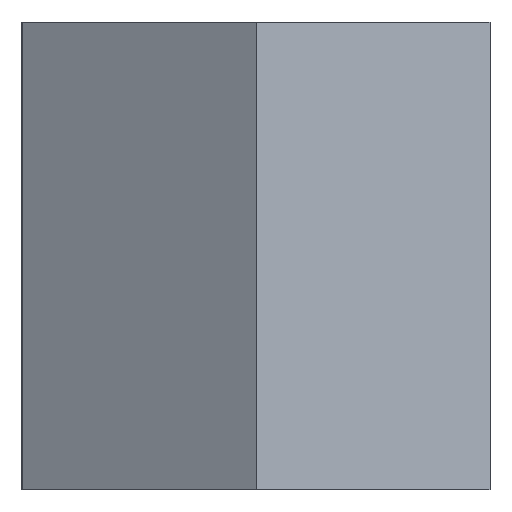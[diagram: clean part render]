
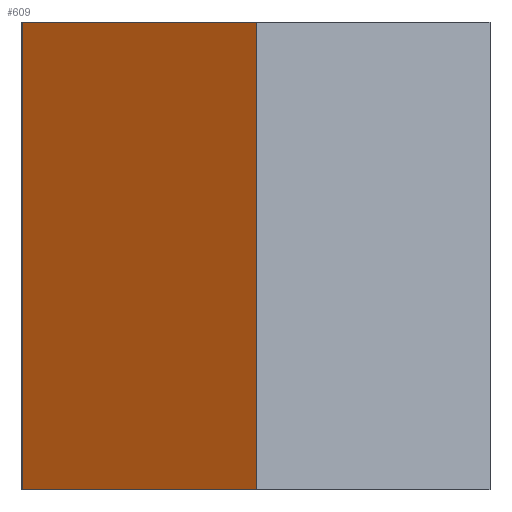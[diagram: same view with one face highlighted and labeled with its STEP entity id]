
A CAD part, left-side view. The second image highlights one B-rep face of the part: STEP entity #609.
In plain terms, the highlighted planar face has unit normal (-0.866, 0.5, 0).
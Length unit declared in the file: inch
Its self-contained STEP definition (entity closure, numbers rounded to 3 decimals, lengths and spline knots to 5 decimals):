
#48 = CARTESIAN_POINT ( 'NONE',  ( -0.21651, 0.125, 0.25 ) ) ;
#54 = DIRECTION ( 'NONE',  ( 0., 0., -1. ) ) ;
#73 = EDGE_CURVE ( 'NONE', #189, #411, #117, .T. ) ;
#76 = VERTEX_POINT ( 'NONE', #660 ) ;
#103 = CARTESIAN_POINT ( 'NONE',  ( -0.14434, 0.25, 0.25 ) ) ;
#110 = CARTESIAN_POINT ( 'NONE',  ( -0.28868, 0., 0.25 ) ) ;
#117 = LINE ( 'NONE', #605, #237 ) ;
#129 = EDGE_CURVE ( 'NONE', #411, #76, #328, .T. ) ;
#132 = VECTOR ( 'NONE', #506, 39.37008 ) ;
#152 = LINE ( 'NONE', #644, #415 ) ;
#189 = VERTEX_POINT ( 'NONE', #103 ) ;
#198 = ORIENTED_EDGE ( 'NONE', *, *, #315, .T. ) ;
#226 = CARTESIAN_POINT ( 'NONE',  ( -0.28868, 0., 0.25 ) ) ;
#237 = VECTOR ( 'NONE', #390, 39.37008 ) ;
#242 = FACE_OUTER_BOUND ( 'NONE', #290, .T. ) ;
#264 = DIRECTION ( 'NONE',  ( 0.5, 0.866, 0. ) ) ;
#266 = EDGE_CURVE ( 'NONE', #189, #683, #152, .T. ) ;
#290 = EDGE_LOOP ( 'NONE', ( #198, #680, #316, #364 ) ) ;
#315 = EDGE_CURVE ( 'NONE', #683, #76, #399, .T. ) ;
#316 = ORIENTED_EDGE ( 'NONE', *, *, #73, .F. ) ;
#328 = LINE ( 'NONE', #110, #651 ) ;
#364 = ORIENTED_EDGE ( 'NONE', *, *, #266, .T. ) ;
#390 = DIRECTION ( 'NONE',  ( -0.5, -0.866, 0. ) ) ;
#393 = CARTESIAN_POINT ( 'NONE',  ( -0.21651, 0.125, -0.25 ) ) ;
#399 = LINE ( 'NONE', #393, #132 ) ;
#411 = VERTEX_POINT ( 'NONE', #226 ) ;
#415 = VECTOR ( 'NONE', #54, 39.37008 ) ;
#460 = PLANE ( 'NONE',  #681 ) ;
#469 = DIRECTION ( 'NONE',  ( 0.866, -0.5, 0. ) ) ;
#506 = DIRECTION ( 'NONE',  ( -0.5, -0.866, 0. ) ) ;
#561 = CARTESIAN_POINT ( 'NONE',  ( -0.14434, 0.25, -0.25 ) ) ;
#602 = DIRECTION ( 'NONE',  ( 0., 0., -1. ) ) ;
#605 = CARTESIAN_POINT ( 'NONE',  ( -0.21651, 0.125, 0.25 ) ) ;
#609 = ADVANCED_FACE ( 'NONE', ( #242 ), #460, .F. ) ;
#644 = CARTESIAN_POINT ( 'NONE',  ( -0.14434, 0.25, 0.25 ) ) ;
#651 = VECTOR ( 'NONE', #602, 39.37008 ) ;
#660 = CARTESIAN_POINT ( 'NONE',  ( -0.28868, 0., -0.25 ) ) ;
#680 = ORIENTED_EDGE ( 'NONE', *, *, #129, .F. ) ;
#681 = AXIS2_PLACEMENT_3D ( 'NONE', #48, #469, #264 ) ;
#683 = VERTEX_POINT ( 'NONE', #561 ) ;
